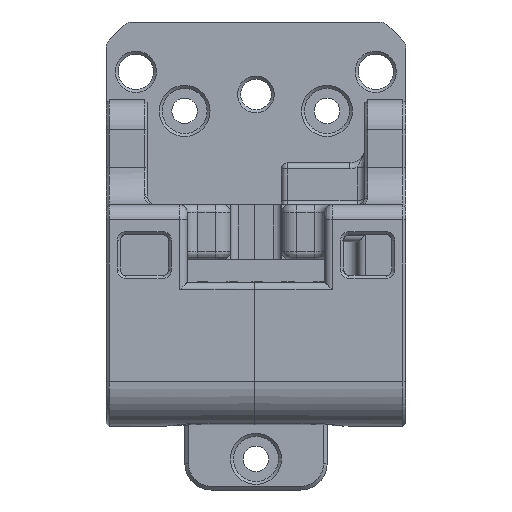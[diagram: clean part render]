
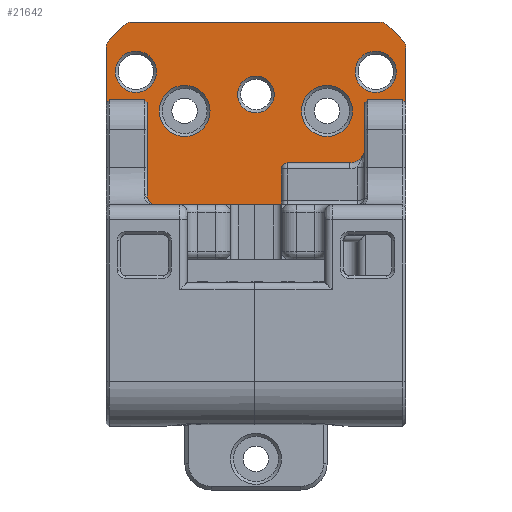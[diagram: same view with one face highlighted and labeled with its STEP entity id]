
A CAD part, front view. The second image highlights one B-rep face of the part: STEP entity #21642.
In plain terms, the highlighted planar face has unit normal (0, -1, 0).
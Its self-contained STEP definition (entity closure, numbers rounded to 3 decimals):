
#1001=LINE('',#32038,#3519);
#1002=LINE('',#32040,#3520);
#1003=LINE('',#32044,#3521);
#1004=LINE('',#32048,#3522);
#1005=LINE('',#32052,#3523);
#1006=LINE('',#32055,#3524);
#3519=VECTOR('',#25212,10.);
#3520=VECTOR('',#25213,10.);
#3521=VECTOR('',#25216,10.);
#3522=VECTOR('',#25219,10.);
#3523=VECTOR('',#25222,10.);
#3524=VECTOR('',#25225,10.);
#5708=FACE_BOUND('',#7144,.T.);
#5709=FACE_BOUND('',#7145,.T.);
#5710=FACE_BOUND('',#7146,.T.);
#5711=FACE_BOUND('',#7147,.T.);
#5712=FACE_BOUND('',#7148,.T.);
#5713=FACE_BOUND('',#7149,.T.);
#5714=FACE_BOUND('',#7150,.T.);
#5893=FACE_OUTER_BOUND('',#7143,.T.);
#7143=EDGE_LOOP('',(#15021,#15022,#15023,#15024,#15025,#15026,#15027,#15028,
#15029,#15030));
#7144=EDGE_LOOP('',(#15031));
#7145=EDGE_LOOP('',(#15032));
#7146=EDGE_LOOP('',(#15033));
#7147=EDGE_LOOP('',(#15034));
#7148=EDGE_LOOP('',(#15035));
#7149=EDGE_LOOP('',(#15036));
#7150=EDGE_LOOP('',(#15037));
#8395=CIRCLE('',#22902,3.4);
#8397=CIRCLE('',#22905,1.5);
#8398=CIRCLE('',#22906,1.5);
#8399=CIRCLE('',#22907,1.5);
#8400=CIRCLE('',#22908,1.5);
#8401=CIRCLE('',#22909,3.4);
#8402=CIRCLE('',#22910,2.45);
#8403=CIRCLE('',#22911,1.7);
#8404=CIRCLE('',#22912,1.7);
#8405=CIRCLE('',#22913,2.75);
#8406=CIRCLE('',#22914,2.75);
#9412=VERTEX_POINT('',#32030);
#9414=VERTEX_POINT('',#32036);
#9415=VERTEX_POINT('',#32037);
#9416=VERTEX_POINT('',#32039);
#9417=VERTEX_POINT('',#32041);
#9418=VERTEX_POINT('',#32043);
#9419=VERTEX_POINT('',#32045);
#9420=VERTEX_POINT('',#32047);
#9421=VERTEX_POINT('',#32049);
#9422=VERTEX_POINT('',#32051);
#9423=VERTEX_POINT('',#32053);
#9424=VERTEX_POINT('',#32056);
#9425=VERTEX_POINT('',#32058);
#9426=VERTEX_POINT('',#32060);
#9427=VERTEX_POINT('',#32062);
#9428=VERTEX_POINT('',#32064);
#9429=VERTEX_POINT('',#32066);
#11571=EDGE_CURVE('',#9412,#9412,#8395,.T.);
#11574=EDGE_CURVE('',#9414,#9415,#1001,.T.);
#11575=EDGE_CURVE('',#9416,#9415,#1002,.T.);
#11576=EDGE_CURVE('',#9417,#9416,#8397,.T.);
#11577=EDGE_CURVE('',#9418,#9417,#1003,.T.);
#11578=EDGE_CURVE('',#9419,#9418,#8398,.T.);
#11579=EDGE_CURVE('',#9420,#9419,#1004,.T.);
#11580=EDGE_CURVE('',#9421,#9420,#8399,.T.);
#11581=EDGE_CURVE('',#9421,#9422,#1005,.T.);
#11582=EDGE_CURVE('',#9423,#9422,#8400,.T.);
#11583=EDGE_CURVE('',#9423,#9414,#1006,.T.);
#11584=EDGE_CURVE('',#9424,#9424,#8401,.T.);
#11585=EDGE_CURVE('',#9425,#9425,#8402,.T.);
#11586=EDGE_CURVE('',#9426,#9426,#8403,.T.);
#11587=EDGE_CURVE('',#9427,#9427,#8404,.T.);
#11588=EDGE_CURVE('',#9428,#9428,#8405,.T.);
#11589=EDGE_CURVE('',#9429,#9429,#8406,.T.);
#15021=ORIENTED_EDGE('',*,*,#11574,.T.);
#15022=ORIENTED_EDGE('',*,*,#11575,.F.);
#15023=ORIENTED_EDGE('',*,*,#11576,.F.);
#15024=ORIENTED_EDGE('',*,*,#11577,.F.);
#15025=ORIENTED_EDGE('',*,*,#11578,.F.);
#15026=ORIENTED_EDGE('',*,*,#11579,.F.);
#15027=ORIENTED_EDGE('',*,*,#11580,.F.);
#15028=ORIENTED_EDGE('',*,*,#11581,.T.);
#15029=ORIENTED_EDGE('',*,*,#11582,.F.);
#15030=ORIENTED_EDGE('',*,*,#11583,.T.);
#15031=ORIENTED_EDGE('',*,*,#11584,.F.);
#15032=ORIENTED_EDGE('',*,*,#11585,.F.);
#15033=ORIENTED_EDGE('',*,*,#11586,.T.);
#15034=ORIENTED_EDGE('',*,*,#11587,.T.);
#15035=ORIENTED_EDGE('',*,*,#11588,.F.);
#15036=ORIENTED_EDGE('',*,*,#11589,.F.);
#15037=ORIENTED_EDGE('',*,*,#11571,.F.);
#20780=PLANE('',#22904);
#21642=ADVANCED_FACE('',(#5893,#5708,#5709,#5710,#5711,#5712,#5713,#5714),
#20780,.F.);
#22902=AXIS2_PLACEMENT_3D('',#32031,#25205,#25206);
#22904=AXIS2_PLACEMENT_3D('',#32035,#25210,#25211);
#22905=AXIS2_PLACEMENT_3D('',#32042,#25214,#25215);
#22906=AXIS2_PLACEMENT_3D('',#32046,#25217,#25218);
#22907=AXIS2_PLACEMENT_3D('',#32050,#25220,#25221);
#22908=AXIS2_PLACEMENT_3D('',#32054,#25223,#25224);
#22909=AXIS2_PLACEMENT_3D('',#32057,#25226,#25227);
#22910=AXIS2_PLACEMENT_3D('',#32059,#25228,#25229);
#22911=AXIS2_PLACEMENT_3D('',#32061,#25230,#25231);
#22912=AXIS2_PLACEMENT_3D('',#32063,#25232,#25233);
#22913=AXIS2_PLACEMENT_3D('',#32065,#25234,#25235);
#22914=AXIS2_PLACEMENT_3D('',#32067,#25236,#25237);
#25205=DIRECTION('center_axis',(0.,-1.,0.));
#25206=DIRECTION('ref_axis',(1.,0.,0.));
#25210=DIRECTION('center_axis',(0.,1.,0.));
#25211=DIRECTION('ref_axis',(-1.,0.,0.));
#25212=DIRECTION('',(1.,0.,0.));
#25213=DIRECTION('',(0.,0.,-1.));
#25214=DIRECTION('center_axis',(0.,1.,0.));
#25215=DIRECTION('ref_axis',(0.708,0.,0.707));
#25216=DIRECTION('',(0.707,0.,-0.708));
#25217=DIRECTION('center_axis',(0.,1.,0.));
#25218=DIRECTION('ref_axis',(0.,0.,1.));
#25219=DIRECTION('',(1.,0.,0.));
#25220=DIRECTION('center_axis',(0.,1.,0.));
#25221=DIRECTION('ref_axis',(-0.707,0.,0.708));
#25222=DIRECTION('',(-0.708,0.,-0.707));
#25223=DIRECTION('center_axis',(0.,1.,0.));
#25224=DIRECTION('ref_axis',(-1.,0.,0.));
#25225=DIRECTION('',(0.,0.,-1.));
#25226=DIRECTION('center_axis',(0.,-1.,0.));
#25227=DIRECTION('ref_axis',(1.,0.,0.));
#25228=DIRECTION('center_axis',(0.,-1.,0.));
#25229=DIRECTION('ref_axis',(-1.,0.,0.));
#25230=DIRECTION('center_axis',(0.,1.,0.));
#25231=DIRECTION('ref_axis',(-1.,0.,0.));
#25232=DIRECTION('center_axis',(0.,1.,0.));
#25233=DIRECTION('ref_axis',(-1.,0.,0.));
#25234=DIRECTION('center_axis',(0.,-1.,0.));
#25235=DIRECTION('ref_axis',(-1.,0.,0.));
#25236=DIRECTION('center_axis',(0.,-1.,0.));
#25237=DIRECTION('ref_axis',(-1.,0.,0.));
#32030=CARTESIAN_POINT('',(-12.929,73.802,0.835));
#32031=CARTESIAN_POINT('Origin',(-9.529,73.802,0.835));
#32035=CARTESIAN_POINT('Origin',(0.,73.802,-18.522));
#32036=CARTESIAN_POINT('',(-20.,73.802,-18.946));
#32037=CARTESIAN_POINT('',(20.,73.802,-18.946));
#32038=CARTESIAN_POINT('',(10.,73.802,-18.946));
#32039=CARTESIAN_POINT('',(20.,73.802,9.23));
#32040=CARTESIAN_POINT('',(20.,73.802,9.23));
#32041=CARTESIAN_POINT('',(19.561,73.802,10.29));
#32042=CARTESIAN_POINT('Origin',(18.5,73.802,9.23));
#32043=CARTESIAN_POINT('',(17.593,73.802,12.262));
#32044=CARTESIAN_POINT('',(17.593,73.802,12.262));
#32045=CARTESIAN_POINT('',(16.531,73.802,12.702));
#32046=CARTESIAN_POINT('Origin',(16.531,73.802,11.202));
#32047=CARTESIAN_POINT('',(-16.564,73.802,12.702));
#32048=CARTESIAN_POINT('',(-16.564,73.802,12.702));
#32049=CARTESIAN_POINT('',(-17.624,73.802,12.263));
#32050=CARTESIAN_POINT('Origin',(-16.564,73.802,11.202));
#32051=CARTESIAN_POINT('',(-19.56,73.802,10.33));
#32052=CARTESIAN_POINT('',(-17.624,73.802,12.263));
#32053=CARTESIAN_POINT('',(-20.,73.802,9.269));
#32054=CARTESIAN_POINT('Origin',(-18.5,73.802,9.269));
#32055=CARTESIAN_POINT('',(-20.,73.802,-12.702));
#32056=CARTESIAN_POINT('',(6.071,73.802,0.835));
#32057=CARTESIAN_POINT('Origin',(9.471,73.802,0.835));
#32058=CARTESIAN_POINT('',(2.438,73.802,3.035));
#32059=CARTESIAN_POINT('Origin',(-0.012,73.802,3.035));
#32060=CARTESIAN_POINT('',(15.7,73.802,-15.324));
#32061=CARTESIAN_POINT('Origin',(14.,73.802,-15.324));
#32062=CARTESIAN_POINT('',(-12.3,73.802,-15.324));
#32063=CARTESIAN_POINT('Origin',(-14.,73.802,-15.324));
#32064=CARTESIAN_POINT('',(18.721,73.802,6.06));
#32065=CARTESIAN_POINT('Origin',(15.971,73.802,6.06));
#32066=CARTESIAN_POINT('',(-13.279,73.802,6.06));
#32067=CARTESIAN_POINT('Origin',(-16.029,73.802,6.06));
